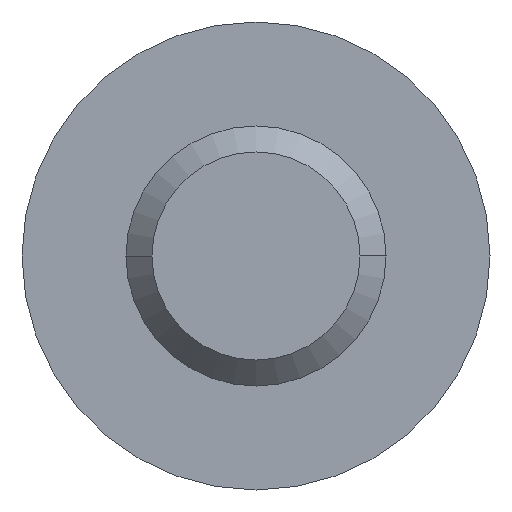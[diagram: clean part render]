
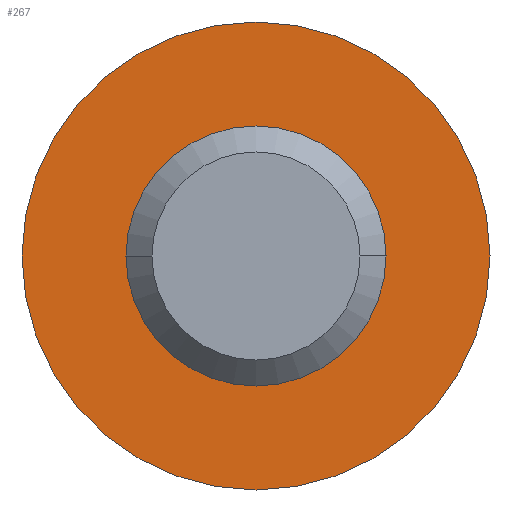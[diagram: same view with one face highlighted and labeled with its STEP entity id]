
A CAD part, front view. The second image highlights one B-rep face of the part: STEP entity #267.
In plain terms, the highlighted planar face has unit normal (0, -1, 0).
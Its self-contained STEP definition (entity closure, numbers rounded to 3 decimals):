
#6 = CARTESIAN_POINT ( 'NONE',  ( 2.25, 25., 0. ) ) ;
#7 = CARTESIAN_POINT ( 'NONE',  ( 0., 25., 0. ) ) ;
#13 = CIRCLE ( 'NONE', #354, 1.25 ) ;
#18 = CIRCLE ( 'NONE', #183, 1.25 ) ;
#21 = EDGE_LOOP ( 'NONE', ( #312, #290 ) ) ;
#33 = EDGE_LOOP ( 'NONE', ( #381, #47 ) ) ;
#39 = DIRECTION ( 'NONE',  ( -1., 0., 0. ) ) ;
#47 = ORIENTED_EDGE ( 'NONE', *, *, #203, .F. ) ;
#52 = CARTESIAN_POINT ( 'NONE',  ( 0., 25., 0. ) ) ;
#53 = EDGE_CURVE ( 'NONE', #450, #460, #18, .T. ) ;
#63 = PLANE ( 'NONE',  #75 ) ;
#71 = CARTESIAN_POINT ( 'NONE',  ( 0., 25., 0. ) ) ;
#75 = AXIS2_PLACEMENT_3D ( 'NONE', #226, #161, #405 ) ;
#82 = DIRECTION ( 'NONE',  ( -1., 0., 0. ) ) ;
#118 = FACE_OUTER_BOUND ( 'NONE', #33, .T. ) ;
#143 = CARTESIAN_POINT ( 'NONE',  ( 0., 25., 0. ) ) ;
#150 = DIRECTION ( 'NONE',  ( 0., 1., 0. ) ) ;
#155 = CARTESIAN_POINT ( 'NONE',  ( -2.25, 25., 0. ) ) ;
#156 = CIRCLE ( 'NONE', #357, 2.25 ) ;
#161 = DIRECTION ( 'NONE',  ( 0., 1., 0. ) ) ;
#183 = AXIS2_PLACEMENT_3D ( 'NONE', #7, #359, #82 ) ;
#198 = DIRECTION ( 'NONE',  ( -1., 0., 0. ) ) ;
#203 = EDGE_CURVE ( 'NONE', #415, #399, #443, .T. ) ;
#226 = CARTESIAN_POINT ( 'NONE',  ( 1.25, 25., 0. ) ) ;
#260 = EDGE_CURVE ( 'NONE', #460, #450, #13, .T. ) ;
#267 = ADVANCED_FACE ( 'NONE', ( #118, #317 ), #63, .F. ) ;
#289 = DIRECTION ( 'NONE',  ( 0., 1., 0. ) ) ;
#290 = ORIENTED_EDGE ( 'NONE', *, *, #260, .T. ) ;
#300 = AXIS2_PLACEMENT_3D ( 'NONE', #143, #150, #198 ) ;
#304 = DIRECTION ( 'NONE',  ( 0., 1., 0. ) ) ;
#312 = ORIENTED_EDGE ( 'NONE', *, *, #53, .T. ) ;
#317 = FACE_BOUND ( 'NONE', #21, .T. ) ;
#354 = AXIS2_PLACEMENT_3D ( 'NONE', #52, #304, #425 ) ;
#357 = AXIS2_PLACEMENT_3D ( 'NONE', #71, #289, #39 ) ;
#359 = DIRECTION ( 'NONE',  ( 0., 1., 0. ) ) ;
#371 = CARTESIAN_POINT ( 'NONE',  ( -1.25, 25., 0. ) ) ;
#381 = ORIENTED_EDGE ( 'NONE', *, *, #463, .F. ) ;
#399 = VERTEX_POINT ( 'NONE', #155 ) ;
#405 = DIRECTION ( 'NONE',  ( -1., 0., 0. ) ) ;
#415 = VERTEX_POINT ( 'NONE', #6 ) ;
#425 = DIRECTION ( 'NONE',  ( -1., 0., 0. ) ) ;
#439 = CARTESIAN_POINT ( 'NONE',  ( 1.25, 25., 0. ) ) ;
#443 = CIRCLE ( 'NONE', #300, 2.25 ) ;
#450 = VERTEX_POINT ( 'NONE', #371 ) ;
#460 = VERTEX_POINT ( 'NONE', #439 ) ;
#463 = EDGE_CURVE ( 'NONE', #399, #415, #156, .T. ) ;
